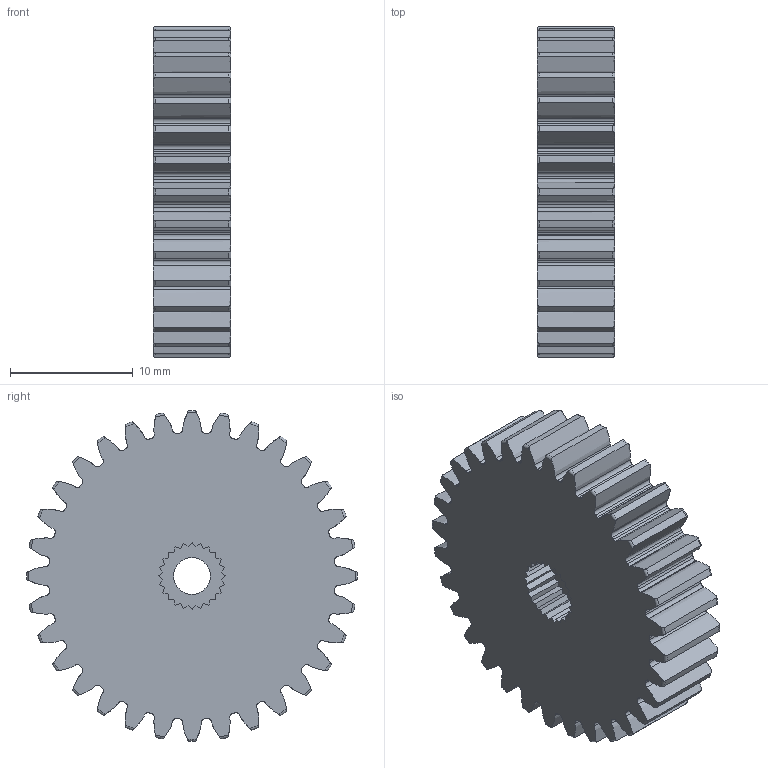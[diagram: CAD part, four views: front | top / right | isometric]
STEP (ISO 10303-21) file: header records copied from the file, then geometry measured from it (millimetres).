
FILE_DESCRIPTION (( 'STEP AP203' ), '1' );
FILE_NAME ('615290.STEP', '2014-07-22T20:44:37', ( 'Kyle' ), ( 'Microsoft' ), 'SwSTEP 2.0', 'SolidWorks 2014', '' );
FILE_SCHEMA (( 'CONFIG_CONTROL_DESIGN' ));
Length unit declared in the file: inch
Products named in the file (1): 615290
Bounding box: 6.35 x 26.99 x 26.99 mm (x, y, z)
Volume: 2345.1 mm3; surface area: 2208.7 mm2
Topology: 1 solids, 1 shells, 329 faces, 973 edges, 648 vertices
Faces by surface type: cylinder 147, torus 66, bspline 64, plane 52
Entity records: 13884 total; most frequent: CARTESIAN_POINT 5343, ORIENTED_EDGE 1946, DIRECTION 1611, EDGE_CURVE 973, VERTEX_POINT 648, AXIS2_PLACEMENT_3D 628, CIRCLE 362, VECTOR 355
